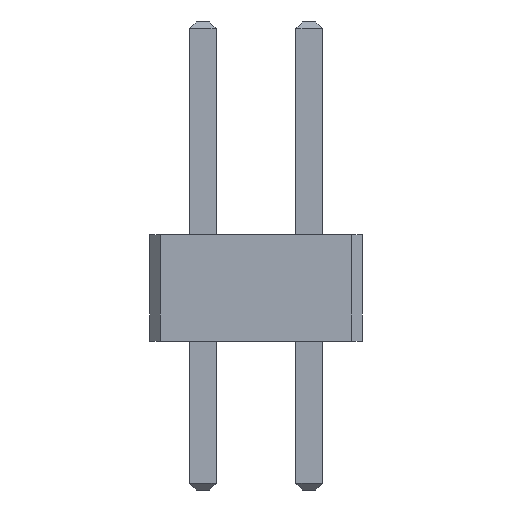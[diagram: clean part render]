
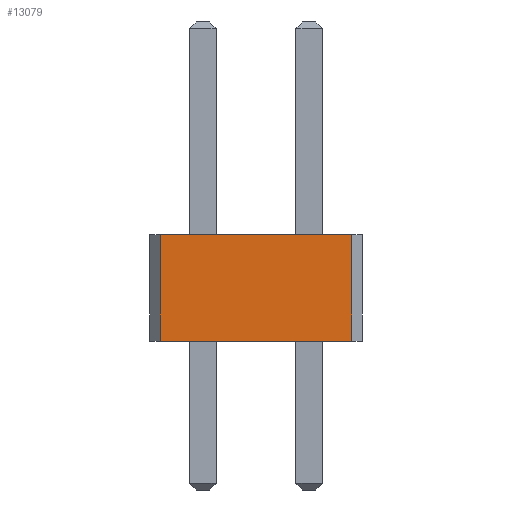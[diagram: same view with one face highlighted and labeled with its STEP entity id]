
A CAD part, front view. The second image highlights one B-rep face of the part: STEP entity #13079.
In plain terms, the highlighted planar face has unit normal (0, -1, 0).
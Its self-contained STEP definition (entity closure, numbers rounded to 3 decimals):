
#1007 = VERTEX_POINT('',#1008);
#1008 = CARTESIAN_POINT('',(2.8,-77.,0.));
#1014 = EDGE_CURVE('',#1015,#1007,#1017,.T.);
#1015 = VERTEX_POINT('',#1016);
#1016 = CARTESIAN_POINT('',(-0.8,-77.,0.));
#1017 = LINE('',#1018,#1019);
#1018 = CARTESIAN_POINT('',(-1.,-77.,0.));
#1019 = VECTOR('',#1020,1.);
#1020 = DIRECTION('',(1.,0.,0.));
#5571 = VERTEX_POINT('',#5572);
#5572 = CARTESIAN_POINT('',(-0.8,-77.,2.));
#5578 = EDGE_CURVE('',#5571,#5579,#5581,.T.);
#5579 = VERTEX_POINT('',#5580);
#5580 = CARTESIAN_POINT('',(2.8,-77.,2.));
#5581 = LINE('',#5582,#5583);
#5582 = CARTESIAN_POINT('',(-1.,-77.,2.));
#5583 = VECTOR('',#5584,1.);
#5584 = DIRECTION('',(1.,0.,0.));
#13069 = EDGE_CURVE('',#1015,#5571,#13070,.T.);
#13070 = LINE('',#13071,#13072);
#13071 = CARTESIAN_POINT('',(-0.8,-77.,0.));
#13072 = VECTOR('',#13073,1.);
#13073 = DIRECTION('',(0.,0.,1.));
#13079 = ADVANCED_FACE('',(#13080),#13091,.F.);
#13080 = FACE_BOUND('',#13081,.F.);
#13081 = EDGE_LOOP('',(#13082,#13083,#13084,#13085));
#13082 = ORIENTED_EDGE('',*,*,#1014,.F.);
#13083 = ORIENTED_EDGE('',*,*,#13069,.T.);
#13084 = ORIENTED_EDGE('',*,*,#5578,.T.);
#13085 = ORIENTED_EDGE('',*,*,#13086,.F.);
#13086 = EDGE_CURVE('',#1007,#5579,#13087,.T.);
#13087 = LINE('',#13088,#13089);
#13088 = CARTESIAN_POINT('',(2.8,-77.,0.));
#13089 = VECTOR('',#13090,1.);
#13090 = DIRECTION('',(0.,0.,1.));
#13091 = PLANE('',#13092);
#13092 = AXIS2_PLACEMENT_3D('',#13093,#13094,#13095);
#13093 = CARTESIAN_POINT('',(-1.,-77.,0.));
#13094 = DIRECTION('',(0.,1.,0.));
#13095 = DIRECTION('',(1.,0.,0.));
